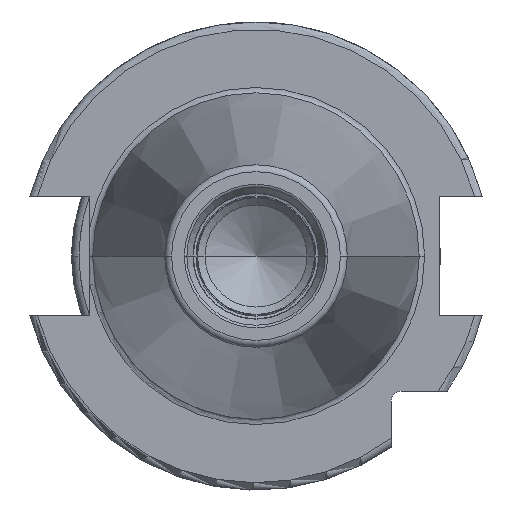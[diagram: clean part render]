
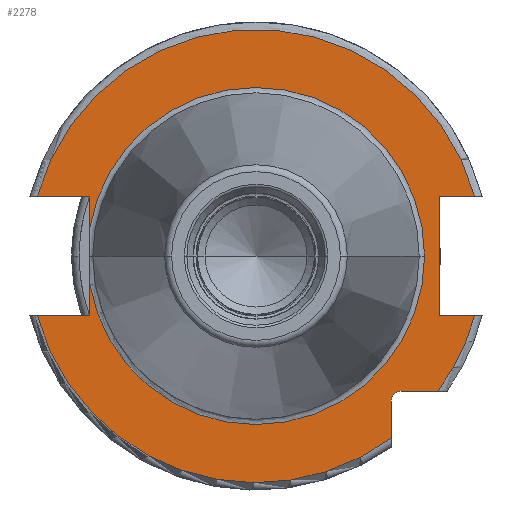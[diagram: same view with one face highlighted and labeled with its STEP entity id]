
A CAD part, left-side view. The second image highlights one B-rep face of the part: STEP entity #2278.
In plain terms, the highlighted planar face has unit normal (-1, 0, 0).
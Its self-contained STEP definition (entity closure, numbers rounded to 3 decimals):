
#117=CARTESIAN_POINT('',(3.2,0.,0.));
#118=DIRECTION('',(-1.,0.,0.));
#119=DIRECTION('',(0.,0.986,-0.168));
#120=AXIS2_PLACEMENT_3D('',#117,#118,#119);
#511=DIRECTION('',(0.,-1.,0.));
#512=VECTOR('',#511,4.99);
#513=CARTESIAN_POINT('',(3.2,-19.7,-18.35));
#514=LINE('',#513,#512);
#515=DIRECTION('',(0.,0.,1.));
#516=VECTOR('',#515,4.99);
#517=CARTESIAN_POINT('',(3.2,-18.35,-24.69));
#518=LINE('',#517,#516);
#519=CARTESIAN_POINT('',(3.2,0.,0.));
#520=DIRECTION('',(-1.,0.,0.));
#521=DIRECTION('',(0.,0.965,-0.263));
#522=AXIS2_PLACEMENT_3D('',#519,#520,#521);
#524=DIRECTION('',(0.,-1.,0.));
#525=VECTOR('',#524,7.127);
#526=CARTESIAN_POINT('',(3.2,29.677,-8.1));
#527=LINE('',#526,#525);
#528=DIRECTION('',(0.,0.,-1.));
#529=VECTOR('',#528,4.258);
#530=CARTESIAN_POINT('',(3.2,22.55,-3.842));
#531=LINE('',#530,#529);
#532=DIRECTION('',(0.,0.,-1.));
#533=VECTOR('',#532,4.258);
#534=CARTESIAN_POINT('',(3.2,22.55,8.1));
#535=LINE('',#534,#533);
#536=DIRECTION('',(0.,-1.,0.));
#537=VECTOR('',#536,7.127);
#538=CARTESIAN_POINT('',(3.2,29.677,8.1));
#539=LINE('',#538,#537);
#540=CARTESIAN_POINT('',(3.2,0.,0.));
#541=DIRECTION('',(1.,0.,0.));
#542=DIRECTION('',(0.,0.965,0.263));
#543=AXIS2_PLACEMENT_3D('',#540,#541,#542);
#545=DIRECTION('',(0.,1.,0.));
#546=VECTOR('',#545,4.827);
#547=CARTESIAN_POINT('',(3.2,-29.677,8.1));
#548=LINE('',#547,#546);
#549=DIRECTION('',(0.,0.,1.));
#550=VECTOR('',#549,16.2);
#551=CARTESIAN_POINT('',(3.2,-24.85,-8.1));
#552=LINE('',#551,#550);
#553=DIRECTION('',(0.,1.,0.));
#554=VECTOR('',#553,4.827);
#555=CARTESIAN_POINT('',(3.2,-29.677,-8.1));
#556=LINE('',#555,#554);
#557=CARTESIAN_POINT('',(3.2,0.,0.));
#558=DIRECTION('',(-1.,0.,0.));
#559=DIRECTION('',(0.,-0.803,-0.597));
#560=AXIS2_PLACEMENT_3D('',#557,#558,#559);
#571=CARTESIAN_POINT('',(3.2,-19.7,-19.7));
#572=DIRECTION('',(1.,0.,0.));
#573=DIRECTION('',(0.,1.,0.));
#574=AXIS2_PLACEMENT_3D('',#571,#572,#573);
#961=CARTESIAN_POINT('',(3.2,0.,0.));
#962=DIRECTION('',(1.,0.,0.));
#963=DIRECTION('',(0.,0.986,0.168));
#964=AXIS2_PLACEMENT_3D('',#961,#962,#963);
#1323=CARTESIAN_POINT('',(3.2,-22.875,0.));
#1325=VERTEX_POINT('',#1323);
#1465=CARTESIAN_POINT('',(3.2,29.677,8.1));
#1466=CARTESIAN_POINT('',(3.2,22.55,8.1));
#1467=VERTEX_POINT('',#1465);
#1468=VERTEX_POINT('',#1466);
#1469=CARTESIAN_POINT('',(3.2,22.55,3.842));
#1470=VERTEX_POINT('',#1469);
#1471=CARTESIAN_POINT('',(3.2,22.55,-3.842));
#1472=CARTESIAN_POINT('',(3.2,22.55,-8.1));
#1473=VERTEX_POINT('',#1471);
#1474=VERTEX_POINT('',#1472);
#1475=CARTESIAN_POINT('',(3.2,29.677,-8.1));
#1476=VERTEX_POINT('',#1475);
#1477=CARTESIAN_POINT('',(3.2,-29.677,-8.1));
#1478=CARTESIAN_POINT('',(3.2,-24.85,-8.1));
#1479=VERTEX_POINT('',#1477);
#1480=VERTEX_POINT('',#1478);
#1481=CARTESIAN_POINT('',(3.2,-24.85,8.1));
#1482=VERTEX_POINT('',#1481);
#1483=CARTESIAN_POINT('',(3.2,-29.677,8.1));
#1484=VERTEX_POINT('',#1483);
#1510=CARTESIAN_POINT('',(3.2,-18.35,-24.69));
#1511=VERTEX_POINT('',#1510);
#1518=CARTESIAN_POINT('',(3.2,-19.7,-18.35));
#1519=CARTESIAN_POINT('',(3.2,-24.69,-18.35));
#1520=VERTEX_POINT('',#1518);
#1521=VERTEX_POINT('',#1519);
#1522=CARTESIAN_POINT('',(3.2,-18.35,-19.7));
#1523=VERTEX_POINT('',#1522);
#2249=CARTESIAN_POINT('',(3.2,0.,0.));
#2250=DIRECTION('',(1.,0.,0.));
#2251=DIRECTION('',(0.,-1.,0.));
#2252=AXIS2_PLACEMENT_3D('',#2249,#2250,#2251);
#2253=PLANE('',#2252);
#2255=ORIENTED_EDGE('',*,*,#2254,.F.);
#2257=ORIENTED_EDGE('',*,*,#2256,.F.);
#2259=ORIENTED_EDGE('',*,*,#2258,.F.);
#2261=ORIENTED_EDGE('',*,*,#2260,.F.);
#2262=ORIENTED_EDGE('',*,*,#1889,.T.);
#2263=ORIENTED_EDGE('',*,*,#1750,.F.);
#2264=ORIENTED_EDGE('',*,*,#1731,.T.);
#2266=ORIENTED_EDGE('',*,*,#2265,.F.);
#2267=ORIENTED_EDGE('',*,*,#1745,.F.);
#2268=ORIENTED_EDGE('',*,*,#1808,.F.);
#2270=ORIENTED_EDGE('',*,*,#2269,.T.);
#2271=ORIENTED_EDGE('',*,*,#2228,.T.);
#2272=ORIENTED_EDGE('',*,*,#1984,.F.);
#2273=ORIENTED_EDGE('',*,*,#2004,.F.);
#2275=ORIENTED_EDGE('',*,*,#2274,.F.);
#2276=EDGE_LOOP('',(#2255,#2257,#2259,#2261,#2262,#2263,#2264,#2266,#2267,#2268,
#2270,#2271,#2272,#2273,#2275));
#2277=FACE_OUTER_BOUND('',#2276,.F.);
#2278=ADVANCED_FACE('',(#2277),#2253,.F.);
#121=CIRCLE('',#120,22.875);
#523=CIRCLE('',#522,30.763);
#544=CIRCLE('',#543,30.763);
#561=CIRCLE('',#560,30.763);
#575=CIRCLE('',#574,1.35);
#965=CIRCLE('',#964,22.875);
#1731=EDGE_CURVE('',#1473,#1325,#121,.T.);
#1745=EDGE_CURVE('',#1468,#1470,#535,.T.);
#1750=EDGE_CURVE('',#1473,#1474,#531,.T.);
#1808=EDGE_CURVE('',#1467,#1468,#539,.T.);
#1889=EDGE_CURVE('',#1476,#1474,#527,.T.);
#1984=EDGE_CURVE('',#1480,#1482,#552,.T.);
#2004=EDGE_CURVE('',#1479,#1480,#556,.T.);
#2228=EDGE_CURVE('',#1484,#1482,#548,.T.);
#2254=EDGE_CURVE('',#1520,#1521,#514,.T.);
#2256=EDGE_CURVE('',#1523,#1520,#575,.T.);
#2258=EDGE_CURVE('',#1511,#1523,#518,.T.);
#2260=EDGE_CURVE('',#1476,#1511,#523,.T.);
#2265=EDGE_CURVE('',#1470,#1325,#965,.T.);
#2269=EDGE_CURVE('',#1467,#1484,#544,.T.);
#2274=EDGE_CURVE('',#1521,#1479,#561,.T.);
